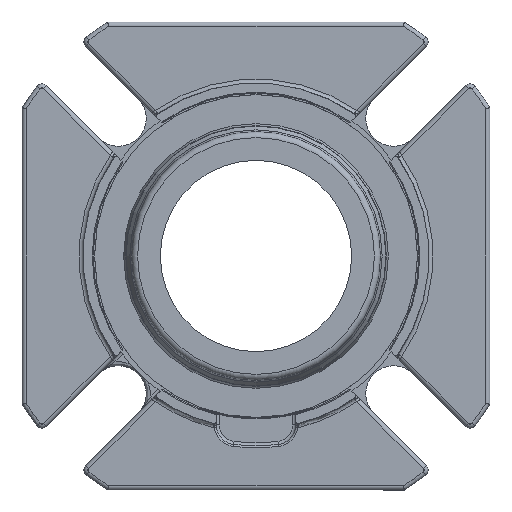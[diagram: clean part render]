
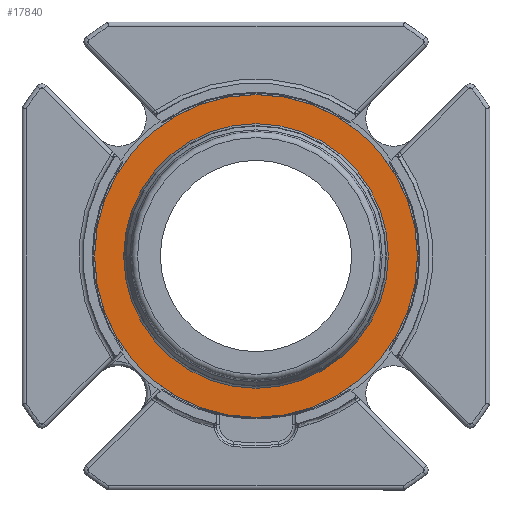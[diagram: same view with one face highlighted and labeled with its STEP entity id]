
A CAD part, left-side view. The second image highlights one B-rep face of the part: STEP entity #17840.
In plain terms, the highlighted planar face has unit normal (-1, 0, 0).
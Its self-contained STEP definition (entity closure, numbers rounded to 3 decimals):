
#1336=PLANE('',#19506);
#9056=ORIENTED_EDGE('',*,*,#11728,.F.);
#9057=ORIENTED_EDGE('',*,*,#11727,.T.);
#11727=EDGE_CURVE('',#13419,#13419,#14173,.T.);
#11728=EDGE_CURVE('',#13420,#13420,#14174,.F.);
#13419=VERTEX_POINT('',#35398);
#13420=VERTEX_POINT('',#35401);
#14173=CIRCLE('',#19505,40.5);
#14174=CIRCLE('',#19507,33.198);
#15300=EDGE_LOOP('',(#9056));
#15301=EDGE_LOOP('',(#9057));
#16451=FACE_BOUND('',#15300,.T.);
#16452=FACE_BOUND('',#15301,.T.);
#17840=ADVANCED_FACE('',(#16451,#16452),#1336,.F.);
#19505=AXIS2_PLACEMENT_3D('',#35397,#23989,#23990);
#19506=AXIS2_PLACEMENT_3D('',#35399,#23991,#23992);
#19507=AXIS2_PLACEMENT_3D('',#35400,#23993,#23994);
#23989=DIRECTION('',(-1.,0.,0.));
#23990=DIRECTION('',(0.,1.,0.));
#23991=DIRECTION('',(1.,0.,0.));
#23992=DIRECTION('',(0.,-1.,0.));
#23993=DIRECTION('',(1.,0.,0.));
#23994=DIRECTION('',(0.,0.,-1.));
#35397=CARTESIAN_POINT('',(39.497,0.,0.));
#35398=CARTESIAN_POINT('',(39.497,40.5,0.));
#35399=CARTESIAN_POINT('',(39.497,40.5,0.));
#35400=CARTESIAN_POINT('',(39.497,0.,0.));
#35401=CARTESIAN_POINT('',(39.497,0.,-33.198));
